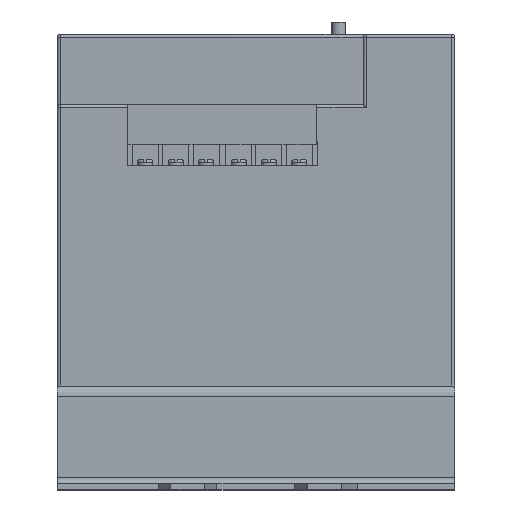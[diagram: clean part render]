
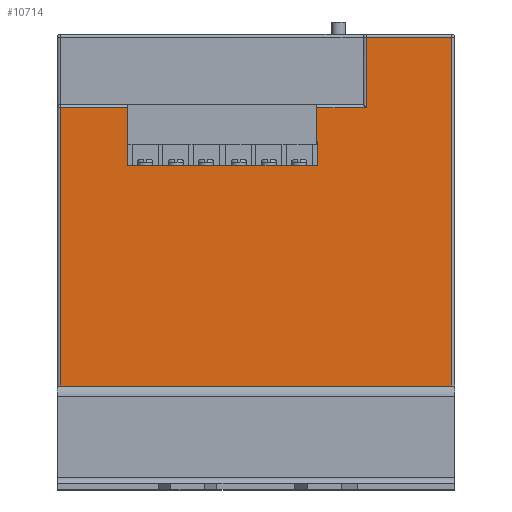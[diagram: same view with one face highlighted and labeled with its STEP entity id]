
A CAD part, front view. The second image highlights one B-rep face of the part: STEP entity #10714.
In plain terms, the highlighted planar face has unit normal (0, -1, 0).
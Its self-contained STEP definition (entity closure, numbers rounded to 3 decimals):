
#12 = ORIENTED_EDGE ( 'NONE', *, *, #2649, .F. ) ;
#32 = EDGE_CURVE ( 'NONE', #3486, #2524, #4191, .T. ) ;
#140 = ORIENTED_EDGE ( 'NONE', *, *, #9674, .T. ) ;
#339 = EDGE_CURVE ( 'NONE', #11358, #3486, #10735, .T. ) ;
#595 = LINE ( 'NONE', #7862, #7014 ) ;
#706 = DIRECTION ( 'NONE',  ( 0., 1., 0. ) ) ;
#721 = VECTOR ( 'NONE', #3082, 1000. ) ;
#723 = EDGE_CURVE ( 'NONE', #3996, #3853, #9403, .T. ) ;
#785 = VECTOR ( 'NONE', #3707, 1000. ) ;
#1037 = VERTEX_POINT ( 'NONE', #7695 ) ;
#1148 = FACE_OUTER_BOUND ( 'NONE', #3848, .T. ) ;
#1329 = CARTESIAN_POINT ( 'NONE',  ( 130., -87.5, 33.5 ) ) ;
#1528 = DIRECTION ( 'NONE',  ( 0., 0., 1. ) ) ;
#1626 = ORIENTED_EDGE ( 'NONE', *, *, #723, .F. ) ;
#1835 = CARTESIAN_POINT ( 'NONE',  ( 129., -87.5, 57.5 ) ) ;
#2041 = DIRECTION ( 'NONE',  ( 0., 0., 1. ) ) ;
#2128 = CARTESIAN_POINT ( 'NONE',  ( 129., -87.5, 56.5 ) ) ;
#2361 = VERTEX_POINT ( 'NONE', #7947 ) ;
#2477 = CARTESIAN_POINT ( 'NONE',  ( 23., -87.5, 14.5 ) ) ;
#2524 = VERTEX_POINT ( 'NONE', #12128 ) ;
#2630 = ORIENTED_EDGE ( 'NONE', *, *, #6012, .T. ) ;
#2649 = EDGE_CURVE ( 'NONE', #2361, #1037, #4251, .T. ) ;
#2901 = CARTESIAN_POINT ( 'NONE',  ( 1., -87.5, -57.5 ) ) ;
#3082 = DIRECTION ( 'NONE',  ( -1., 0., 0. ) ) ;
#3102 = EDGE_CURVE ( 'NONE', #3853, #10345, #5251, .T. ) ;
#3320 = CARTESIAN_POINT ( 'NONE',  ( 130., -87.5, 56.5 ) ) ;
#3362 = DIRECTION ( 'NONE',  ( 0., 0., -1. ) ) ;
#3485 = CARTESIAN_POINT ( 'NONE',  ( 130., -87.5, 57.5 ) ) ;
#3486 = VERTEX_POINT ( 'NONE', #2128 ) ;
#3518 = LINE ( 'NONE', #3863, #11098 ) ;
#3592 = EDGE_CURVE ( 'NONE', #11358, #7023, #6820, .T. ) ;
#3616 = VECTOR ( 'NONE', #7035, 1000. ) ;
#3618 = LINE ( 'NONE', #5881, #9719 ) ;
#3707 = DIRECTION ( 'NONE',  ( 0., 0., 1. ) ) ;
#3747 = EDGE_CURVE ( 'NONE', #10345, #2361, #3518, .T. ) ;
#3848 = EDGE_LOOP ( 'NONE', ( #1626, #140, #9186, #7850, #9932, #9657, #2630, #5580, #8878, #12, #5365, #4653 ) ) ;
#3853 = VERTEX_POINT ( 'NONE', #5710 ) ;
#3863 = CARTESIAN_POINT ( 'NONE',  ( 85., -87.5, 22.5 ) ) ;
#3996 = VERTEX_POINT ( 'NONE', #4099 ) ;
#4082 = DIRECTION ( 'NONE',  ( 0., 0., -1. ) ) ;
#4099 = CARTESIAN_POINT ( 'NONE',  ( 23., -87.5, 33.5 ) ) ;
#4191 = LINE ( 'NONE', #3320, #3616 ) ;
#4251 = LINE ( 'NONE', #11447, #721 ) ;
#4429 = DIRECTION ( 'NONE',  ( -1., 0., 0. ) ) ;
#4653 = ORIENTED_EDGE ( 'NONE', *, *, #3102, .F. ) ;
#4931 = CARTESIAN_POINT ( 'NONE',  ( 84.923, -87.5, 57.5 ) ) ;
#4959 = VECTOR ( 'NONE', #8996, 1000. ) ;
#5043 = EDGE_CURVE ( 'NONE', #7212, #7023, #5341, .T. ) ;
#5131 = VERTEX_POINT ( 'NONE', #5339 ) ;
#5135 = DIRECTION ( 'NONE',  ( -1., 0., 0. ) ) ;
#5251 = LINE ( 'NONE', #2477, #4959 ) ;
#5339 = CARTESIAN_POINT ( 'NONE',  ( 101., -87.5, 33.5 ) ) ;
#5341 = LINE ( 'NONE', #7869, #11517 ) ;
#5365 = ORIENTED_EDGE ( 'NONE', *, *, #3747, .F. ) ;
#5580 = ORIENTED_EDGE ( 'NONE', *, *, #5707, .T. ) ;
#5707 = EDGE_CURVE ( 'NONE', #5131, #11965, #7089, .T. ) ;
#5710 = CARTESIAN_POINT ( 'NONE',  ( 23., -87.5, 14.5 ) ) ;
#5881 = CARTESIAN_POINT ( 'NONE',  ( 101., -87.5, 57.5 ) ) ;
#5914 = DIRECTION ( 'NONE',  ( 0., 0., -1. ) ) ;
#6012 = EDGE_CURVE ( 'NONE', #2524, #5131, #3618, .T. ) ;
#6700 = VECTOR ( 'NONE', #9546, 1000. ) ;
#6820 = LINE ( 'NONE', #10833, #12149 ) ;
#7014 = VECTOR ( 'NONE', #5135, 1000. ) ;
#7023 = VERTEX_POINT ( 'NONE', #2901 ) ;
#7035 = DIRECTION ( 'NONE',  ( -1., 0., 0. ) ) ;
#7089 = LINE ( 'NONE', #1329, #9001 ) ;
#7212 = VERTEX_POINT ( 'NONE', #10596 ) ;
#7695 = CARTESIAN_POINT ( 'NONE',  ( 84.923, -87.5, 22.5 ) ) ;
#7702 = AXIS2_PLACEMENT_3D ( 'NONE', #3485, #706, #1528 ) ;
#7850 = ORIENTED_EDGE ( 'NONE', *, *, #3592, .F. ) ;
#7862 = CARTESIAN_POINT ( 'NONE',  ( 130., -87.5, 33.5 ) ) ;
#7869 = CARTESIAN_POINT ( 'NONE',  ( 1., -87.5, -57.5 ) ) ;
#7947 = CARTESIAN_POINT ( 'NONE',  ( 85., -87.5, 22.5 ) ) ;
#8878 = ORIENTED_EDGE ( 'NONE', *, *, #10522, .T. ) ;
#8996 = DIRECTION ( 'NONE',  ( 1., 0., 0. ) ) ;
#9001 = VECTOR ( 'NONE', #10768, 1000. ) ;
#9021 = CARTESIAN_POINT ( 'NONE',  ( 23., -87.5, 22.5 ) ) ;
#9092 = PLANE ( 'NONE',  #7702 ) ;
#9186 = ORIENTED_EDGE ( 'NONE', *, *, #5043, .T. ) ;
#9253 = VECTOR ( 'NONE', #3362, 1000. ) ;
#9335 = CARTESIAN_POINT ( 'NONE',  ( 85., -87.5, 14.5 ) ) ;
#9403 = LINE ( 'NONE', #9021, #9253 ) ;
#9546 = DIRECTION ( 'NONE',  ( 0., 0., -1. ) ) ;
#9657 = ORIENTED_EDGE ( 'NONE', *, *, #32, .T. ) ;
#9674 = EDGE_CURVE ( 'NONE', #3996, #7212, #595, .T. ) ;
#9719 = VECTOR ( 'NONE', #4082, 1000. ) ;
#9932 = ORIENTED_EDGE ( 'NONE', *, *, #339, .T. ) ;
#10345 = VERTEX_POINT ( 'NONE', #9335 ) ;
#10522 = EDGE_CURVE ( 'NONE', #11965, #1037, #11121, .T. ) ;
#10596 = CARTESIAN_POINT ( 'NONE',  ( 1., -87.5, 33.5 ) ) ;
#10714 = ADVANCED_FACE ( 'NONE', ( #1148 ), #9092, .F. ) ;
#10735 = LINE ( 'NONE', #1835, #785 ) ;
#10768 = DIRECTION ( 'NONE',  ( -1., 0., 0. ) ) ;
#10833 = CARTESIAN_POINT ( 'NONE',  ( 130., -87.5, -57.5 ) ) ;
#11098 = VECTOR ( 'NONE', #2041, 1000. ) ;
#11121 = LINE ( 'NONE', #4931, #6700 ) ;
#11249 = CARTESIAN_POINT ( 'NONE',  ( 84.923, -87.5, 33.5 ) ) ;
#11358 = VERTEX_POINT ( 'NONE', #12006 ) ;
#11447 = CARTESIAN_POINT ( 'NONE',  ( 23., -87.5, 22.5 ) ) ;
#11517 = VECTOR ( 'NONE', #5914, 1000. ) ;
#11965 = VERTEX_POINT ( 'NONE', #11249 ) ;
#12006 = CARTESIAN_POINT ( 'NONE',  ( 129., -87.5, -57.5 ) ) ;
#12128 = CARTESIAN_POINT ( 'NONE',  ( 101., -87.5, 56.5 ) ) ;
#12149 = VECTOR ( 'NONE', #4429, 1000. ) ;
